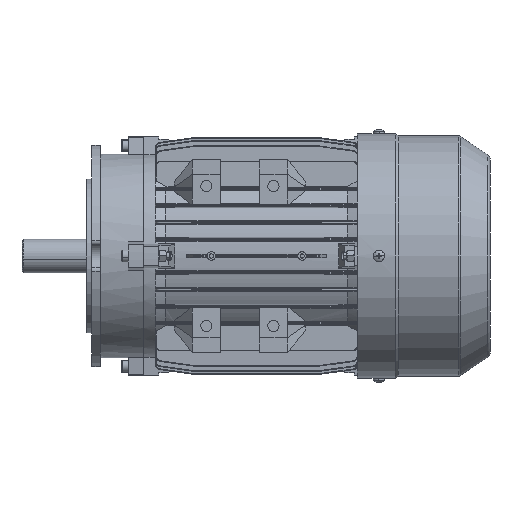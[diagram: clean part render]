
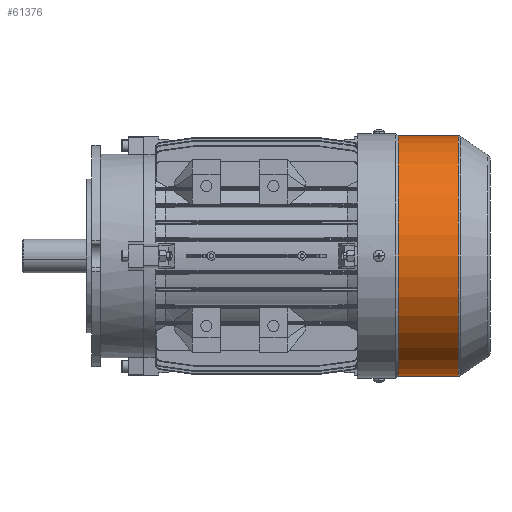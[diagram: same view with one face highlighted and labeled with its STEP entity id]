
A CAD part, front view. The second image highlights one B-rep face of the part: STEP entity #61376.
In plain terms, the highlighted cylindrical face has radius 86 mm (diameter 172 mm), a partial arc.
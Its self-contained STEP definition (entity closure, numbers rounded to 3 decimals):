
#38786 = CARTESIAN_POINT ( 'NONE',  ( -86., 0., 33.965 ) ) ;
#38797 = CARTESIAN_POINT ( 'NONE',  ( 86., 0., -9.089 ) ) ;
#38798 = CARTESIAN_POINT ( 'NONE',  ( -86., 0., -9.089 ) ) ;
#38994 = DIRECTION ( 'NONE',  ( 0., 0., -1. ) ) ;
#38995 = VECTOR ( 'NONE', #38994, 1000. ) ;
#38996 = CARTESIAN_POINT ( 'NONE',  ( -86., 0., 54. ) ) ;
#38997 = LINE ( 'NONE', #38996, #38995 ) ;
#38998 = DIRECTION ( 'NONE',  ( 0., 0., -1. ) ) ;
#38999 = VECTOR ( 'NONE', #38998, 1000. ) ;
#39000 = CARTESIAN_POINT ( 'NONE',  ( 86., 0., 54. ) ) ;
#39001 = LINE ( 'NONE', #39000, #38999 ) ;
#39002 = CARTESIAN_POINT ( 'NONE',  ( 86., 0., 33.965 ) ) ;
#46948 = DIRECTION ( 'NONE',  ( -1., 0., 0. ) ) ;
#46949 = DIRECTION ( 'NONE',  ( 0., 0., -1. ) ) ;
#46951 = CARTESIAN_POINT ( 'NONE',  ( 0., 0., 54. ) ) ;
#46953 = AXIS2_PLACEMENT_3D ( 'NONE', #46951, #46949, #46948 ) ;
#46960 = CYLINDRICAL_SURFACE ( 'NONE', #46953, 86. ) ;
#46961 = FACE_OUTER_BOUND ( 'NONE', #61377, .T. ) ;
#46964 = DIRECTION ( 'NONE',  ( -1., 0., 0. ) ) ;
#46966 = DIRECTION ( 'NONE',  ( 0., 0., -1. ) ) ;
#46968 = CARTESIAN_POINT ( 'NONE',  ( 0., 0., 33.965 ) ) ;
#46969 = AXIS2_PLACEMENT_3D ( 'NONE', #46968, #46966, #46964 ) ;
#46982 = CIRCLE ( 'NONE', #46969, 86. ) ;
#47361 = DIRECTION ( 'NONE',  ( -1., 0., 0. ) ) ;
#47363 = DIRECTION ( 'NONE',  ( 0., 0., -1. ) ) ;
#47364 = CARTESIAN_POINT ( 'NONE',  ( 0., 0., -9.089 ) ) ;
#47365 = AXIS2_PLACEMENT_3D ( 'NONE', #47364, #47363, #47361 ) ;
#47367 = CIRCLE ( 'NONE', #47365, 86. ) ;
#58126 = VERTEX_POINT ( 'NONE', #38798 ) ;
#58127 = VERTEX_POINT ( 'NONE', #38797 ) ;
#58135 = VERTEX_POINT ( 'NONE', #38786 ) ;
#58197 = VERTEX_POINT ( 'NONE', #39002 ) ;
#58199 = EDGE_CURVE ( 'NONE', #58197, #58127, #39001, .T. ) ;
#58202 = EDGE_CURVE ( 'NONE', #58135, #58126, #38997, .T. ) ;
#61375 = EDGE_CURVE ( 'NONE', #58197, #58135, #46982, .T. ) ;
#61376 = ADVANCED_FACE ( 'NONE', ( #46961 ), #46960, .T. ) ;
#61377 = EDGE_LOOP ( 'NONE', ( #61378, #61379, #61437, #61438 ) ) ;
#61378 = ORIENTED_EDGE ( 'NONE', *, *, #58199, .F. ) ;
#61379 = ORIENTED_EDGE ( 'NONE', *, *, #61375, .T. ) ;
#61437 = ORIENTED_EDGE ( 'NONE', *, *, #58202, .T. ) ;
#61438 = ORIENTED_EDGE ( 'NONE', *, *, #61439, .F. ) ;
#61439 = EDGE_CURVE ( 'NONE', #58127, #58126, #47367, .T. ) ;
